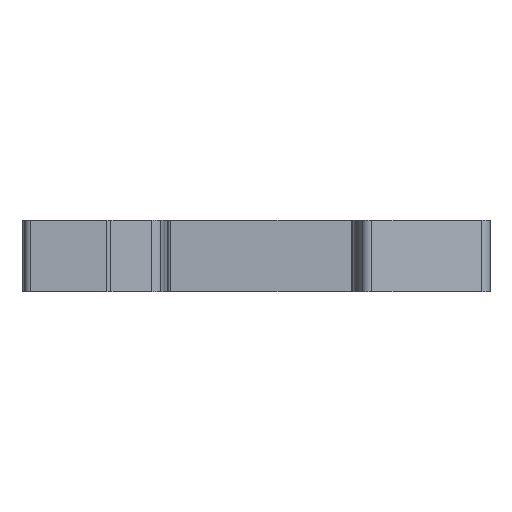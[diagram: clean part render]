
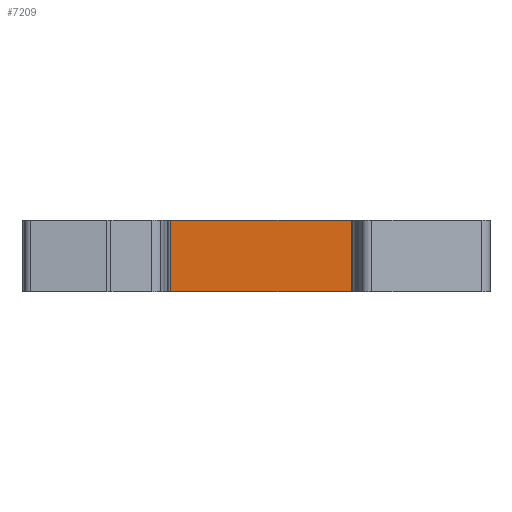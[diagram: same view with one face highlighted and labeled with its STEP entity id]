
A CAD part, front view. The second image highlights one B-rep face of the part: STEP entity #7209.
In plain terms, the highlighted planar face has unit normal (0, -1, 0).
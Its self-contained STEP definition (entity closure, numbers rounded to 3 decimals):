
#800=DIRECTION('',(1.,0.,0.));
#801=VECTOR('',#800,30.895);
#802=CARTESIAN_POINT('',(-13.743,0.,0.));
#803=LINE('',#802,#801);
#1271=DIRECTION('',(-1.,0.,0.));
#1272=VECTOR('',#1271,30.895);
#1273=CARTESIAN_POINT('',(17.152,0.,12.2));
#1274=LINE('',#1273,#1272);
#2727=DIRECTION('',(0.,0.,-1.));
#2728=VECTOR('',#2727,12.2);
#2729=CARTESIAN_POINT('',(-13.743,0.,12.2));
#2730=LINE('',#2729,#2728);
#2731=DIRECTION('',(0.,0.,-1.));
#2732=VECTOR('',#2731,12.2);
#2733=CARTESIAN_POINT('',(17.152,0.,12.2));
#2734=LINE('',#2733,#2732);
#3457=CARTESIAN_POINT('',(-13.743,0.,0.));
#3458=VERTEX_POINT('',#3457);
#3459=CARTESIAN_POINT('',(17.152,0.,0.));
#3460=VERTEX_POINT('',#3459);
#3663=CARTESIAN_POINT('',(17.152,0.,12.2));
#3664=VERTEX_POINT('',#3663);
#3665=CARTESIAN_POINT('',(-13.743,0.,12.2));
#3666=VERTEX_POINT('',#3665);
#7197=CARTESIAN_POINT('',(-13.743,0.,0.));
#7198=DIRECTION('',(0.,-1.,0.));
#7199=DIRECTION('',(1.,0.,0.));
#7200=AXIS2_PLACEMENT_3D('',#7197,#7198,#7199);
#7201=PLANE('',#7200);
#7202=ORIENTED_EDGE('',*,*,#4681,.F.);
#7204=ORIENTED_EDGE('',*,*,#7203,.T.);
#7205=ORIENTED_EDGE('',*,*,#4438,.F.);
#7206=ORIENTED_EDGE('',*,*,#7192,.F.);
#7207=EDGE_LOOP('',(#7202,#7204,#7205,#7206));
#7208=FACE_OUTER_BOUND('',#7207,.F.);
#7209=ADVANCED_FACE('',(#7208),#7201,.T.);
#4438=EDGE_CURVE('',#3458,#3460,#803,.T.);
#4681=EDGE_CURVE('',#3664,#3666,#1274,.T.);
#7192=EDGE_CURVE('',#3666,#3458,#2730,.T.);
#7203=EDGE_CURVE('',#3664,#3460,#2734,.T.);
